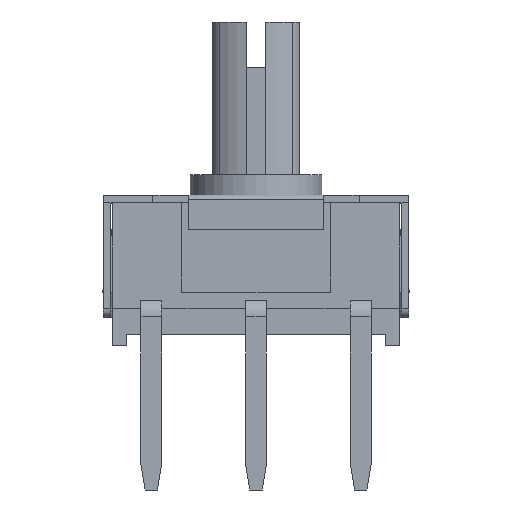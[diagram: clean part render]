
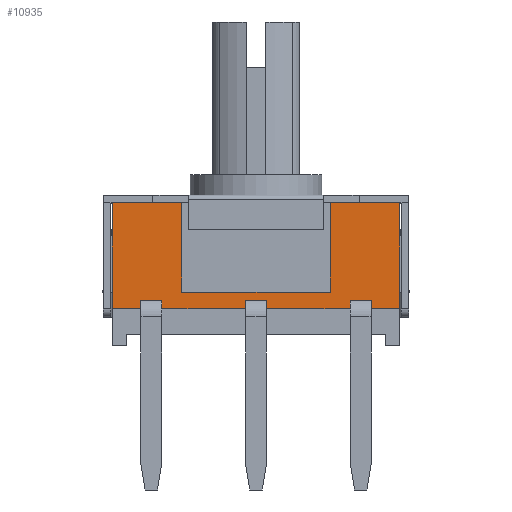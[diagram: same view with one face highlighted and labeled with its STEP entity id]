
A CAD part, left-side view. The second image highlights one B-rep face of the part: STEP entity #10935.
In plain terms, the highlighted planar face has unit normal (-1, 0, 0).
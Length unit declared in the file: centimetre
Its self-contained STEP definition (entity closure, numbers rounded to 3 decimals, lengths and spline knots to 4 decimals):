
#789=PLANE('',#11603);
#1361=FACE_OUTER_BOUND('',#1961,.T.);
#1961=EDGE_LOOP('',(#10222,#10223,#10224,#10225,#10226,#10227,#10228,#10229,
#10230,#10231,#10232,#10233,#10234,#10235,#10236,#10237,#10238,#10239,#10240,
#10241));
#2337=LINE('',#14559,#3475);
#2343=LINE('',#14570,#3481);
#2351=LINE('',#14586,#3489);
#2357=LINE('',#14597,#3495);
#3152=LINE('',#18838,#4290);
#3159=LINE('',#18851,#4297);
#3179=LINE('',#18886,#4317);
#3189=LINE('',#18907,#4327);
#3192=LINE('',#18911,#4330);
#3194=LINE('',#18914,#4332);
#3196=LINE('',#18920,#4334);
#3198=LINE('',#18923,#4336);
#3199=LINE('',#18925,#4337);
#3202=LINE('',#18933,#4340);
#3205=LINE('',#18937,#4343);
#3207=LINE('',#18940,#4345);
#3235=LINE('',#18999,#4373);
#3237=LINE('',#19003,#4375);
#3239=LINE('',#19006,#4377);
#3240=LINE('',#19008,#4378);
#3475=VECTOR('',#12067,1.);
#3481=VECTOR('',#12075,1.);
#3489=VECTOR('',#12087,1.);
#3495=VECTOR('',#12095,1.);
#4290=VECTOR('',#13778,1.);
#4297=VECTOR('',#13791,1.);
#4317=VECTOR('',#13813,1.);
#4327=VECTOR('',#13829,1.);
#4330=VECTOR('',#13834,1.);
#4332=VECTOR('',#13838,1.);
#4334=VECTOR('',#13844,1.);
#4336=VECTOR('',#13848,1.);
#4337=VECTOR('',#13851,1.);
#4340=VECTOR('',#13856,1.);
#4343=VECTOR('',#13861,1.);
#4345=VECTOR('',#13865,1.);
#4373=VECTOR('',#13927,1.);
#4375=VECTOR('',#13931,1.);
#4377=VECTOR('',#13935,1.);
#4378=VECTOR('',#13938,1.);
#4587=VERTEX_POINT('',#14556);
#4588=VERTEX_POINT('',#14558);
#4591=VERTEX_POINT('',#14567);
#4592=VERTEX_POINT('',#14569);
#4597=VERTEX_POINT('',#14583);
#4598=VERTEX_POINT('',#14585);
#4601=VERTEX_POINT('',#14594);
#4602=VERTEX_POINT('',#14596);
#5395=VERTEX_POINT('',#18835);
#5396=VERTEX_POINT('',#18837);
#5413=VERTEX_POINT('',#18884);
#5420=VERTEX_POINT('',#18904);
#5421=VERTEX_POINT('',#18906);
#5422=VERTEX_POINT('',#18917);
#5423=VERTEX_POINT('',#18919);
#5426=VERTEX_POINT('',#18930);
#5427=VERTEX_POINT('',#18932);
#5440=VERTEX_POINT('',#18996);
#5441=VERTEX_POINT('',#18998);
#5442=VERTEX_POINT('',#19002);
#5709=EDGE_CURVE('',#4588,#4587,#2337,.T.);
#5715=EDGE_CURVE('',#4592,#4591,#2343,.T.);
#5723=EDGE_CURVE('',#4598,#4597,#2351,.T.);
#5729=EDGE_CURVE('',#4602,#4601,#2357,.T.);
#6927=EDGE_CURVE('',#5396,#5395,#3152,.T.);
#6934=EDGE_CURVE('',#4588,#5395,#3159,.T.);
#6954=EDGE_CURVE('',#4601,#5413,#3179,.T.);
#6964=EDGE_CURVE('',#5421,#5420,#3189,.T.);
#6967=EDGE_CURVE('',#4597,#5421,#3192,.T.);
#6969=EDGE_CURVE('',#5420,#4602,#3194,.T.);
#6971=EDGE_CURVE('',#5423,#5422,#3196,.T.);
#6973=EDGE_CURVE('',#4591,#5423,#3198,.T.);
#6974=EDGE_CURVE('',#5422,#4598,#3199,.T.);
#6977=EDGE_CURVE('',#5427,#5426,#3202,.T.);
#6980=EDGE_CURVE('',#4587,#5427,#3205,.T.);
#6982=EDGE_CURVE('',#5426,#4592,#3207,.T.);
#7010=EDGE_CURVE('',#5441,#5440,#3235,.T.);
#7012=EDGE_CURVE('',#5442,#5441,#3237,.T.);
#7014=EDGE_CURVE('',#5440,#5396,#3239,.T.);
#7015=EDGE_CURVE('',#5413,#5442,#3240,.T.);
#10222=ORIENTED_EDGE('',*,*,#6969,.T.);
#10223=ORIENTED_EDGE('',*,*,#5729,.T.);
#10224=ORIENTED_EDGE('',*,*,#6954,.T.);
#10225=ORIENTED_EDGE('',*,*,#7015,.T.);
#10226=ORIENTED_EDGE('',*,*,#7012,.T.);
#10227=ORIENTED_EDGE('',*,*,#7010,.T.);
#10228=ORIENTED_EDGE('',*,*,#7014,.T.);
#10229=ORIENTED_EDGE('',*,*,#6927,.T.);
#10230=ORIENTED_EDGE('',*,*,#6934,.F.);
#10231=ORIENTED_EDGE('',*,*,#5709,.T.);
#10232=ORIENTED_EDGE('',*,*,#6980,.T.);
#10233=ORIENTED_EDGE('',*,*,#6977,.T.);
#10234=ORIENTED_EDGE('',*,*,#6982,.T.);
#10235=ORIENTED_EDGE('',*,*,#5715,.T.);
#10236=ORIENTED_EDGE('',*,*,#6973,.T.);
#10237=ORIENTED_EDGE('',*,*,#6971,.T.);
#10238=ORIENTED_EDGE('',*,*,#6974,.T.);
#10239=ORIENTED_EDGE('',*,*,#5723,.T.);
#10240=ORIENTED_EDGE('',*,*,#6967,.T.);
#10241=ORIENTED_EDGE('',*,*,#6964,.T.);
#10935=ADVANCED_FACE('',(#1361),#789,.T.);
#11603=AXIS2_PLACEMENT_3D('',#19097,#14032,#14033);
#12067=DIRECTION('',(0.,-1.,0.));
#12075=DIRECTION('',(0.,-1.,0.));
#12087=DIRECTION('',(0.,-1.,0.));
#12095=DIRECTION('',(0.,-1.,0.));
#13778=DIRECTION('',(0.,1.,0.));
#13791=DIRECTION('',(0.,0.,1.));
#13813=DIRECTION('',(0.,0.,1.));
#13829=DIRECTION('',(0.,-1.,0.));
#13834=DIRECTION('',(0.,0.,1.));
#13838=DIRECTION('',(0.,0.,-1.));
#13844=DIRECTION('',(0.,-1.,0.));
#13848=DIRECTION('',(0.,0.,1.));
#13851=DIRECTION('',(0.,0.,-1.));
#13856=DIRECTION('',(0.,-1.,0.));
#13861=DIRECTION('',(0.,0.,1.));
#13865=DIRECTION('',(0.,0.,-1.));
#13927=DIRECTION('',(0.,1.,0.));
#13931=DIRECTION('',(0.,0.,-1.));
#13935=DIRECTION('',(0.,0.,1.));
#13938=DIRECTION('',(0.,1.,0.));
#14032=DIRECTION('center_axis',(-1.,0.,0.));
#14033=DIRECTION('ref_axis',(0.,0.,1.));
#14556=CARTESIAN_POINT('',(-0.372,0.2795,0.063));
#14558=CARTESIAN_POINT('',(-0.372,0.349,0.063));
#14559=CARTESIAN_POINT('',(-0.372,-0.349,0.063));
#14567=CARTESIAN_POINT('',(-0.372,0.0255,0.063));
#14569=CARTESIAN_POINT('',(-0.372,0.2285,0.063));
#14570=CARTESIAN_POINT('',(-0.372,-0.349,0.063));
#14583=CARTESIAN_POINT('',(-0.372,-0.2285,0.063));
#14585=CARTESIAN_POINT('',(-0.372,-0.0255,0.063));
#14586=CARTESIAN_POINT('',(-0.372,-0.349,0.063));
#14594=CARTESIAN_POINT('',(-0.372,-0.349,0.063));
#14596=CARTESIAN_POINT('',(-0.372,-0.2795,0.063));
#14597=CARTESIAN_POINT('',(-0.372,-0.349,0.063));
#18835=CARTESIAN_POINT('',(-0.372,0.349,0.32));
#18837=CARTESIAN_POINT('',(-0.372,0.18,0.32));
#18838=CARTESIAN_POINT('',(-0.372,-0.349,0.32));
#18851=CARTESIAN_POINT('',(-0.372,0.349,0.));
#18884=CARTESIAN_POINT('',(-0.372,-0.349,0.32));
#18886=CARTESIAN_POINT('',(-0.372,-0.349,0.));
#18904=CARTESIAN_POINT('',(-0.372,-0.2795,0.083));
#18906=CARTESIAN_POINT('',(-0.372,-0.2285,0.083));
#18907=CARTESIAN_POINT('',(-0.372,-0.3143,0.083));
#18911=CARTESIAN_POINT('',(-0.372,-0.2285,0.0415));
#18914=CARTESIAN_POINT('',(-0.372,-0.2795,0.0315));
#18917=CARTESIAN_POINT('',(-0.372,-0.0255,0.083));
#18919=CARTESIAN_POINT('',(-0.372,0.0255,0.083));
#18920=CARTESIAN_POINT('',(-0.372,-0.1873,0.083));
#18923=CARTESIAN_POINT('',(-0.372,0.0255,0.0415));
#18925=CARTESIAN_POINT('',(-0.372,-0.0255,0.0315));
#18930=CARTESIAN_POINT('',(-0.372,0.2285,0.083));
#18932=CARTESIAN_POINT('',(-0.372,0.2795,0.083));
#18933=CARTESIAN_POINT('',(-0.372,-0.0602,0.083));
#18937=CARTESIAN_POINT('',(-0.372,0.2795,0.0415));
#18940=CARTESIAN_POINT('',(-0.372,0.2285,0.0315));
#18996=CARTESIAN_POINT('',(-0.372,0.18,0.103));
#18998=CARTESIAN_POINT('',(-0.372,-0.18,0.103));
#18999=CARTESIAN_POINT('',(-0.372,-0.0845,0.103));
#19002=CARTESIAN_POINT('',(-0.372,-0.18,0.32));
#19003=CARTESIAN_POINT('',(-0.372,-0.18,0.0515));
#19006=CARTESIAN_POINT('',(-0.372,0.18,0.16));
#19008=CARTESIAN_POINT('',(-0.372,-0.349,0.32));
#19097=CARTESIAN_POINT('Origin',(-0.372,-0.349,0.));
